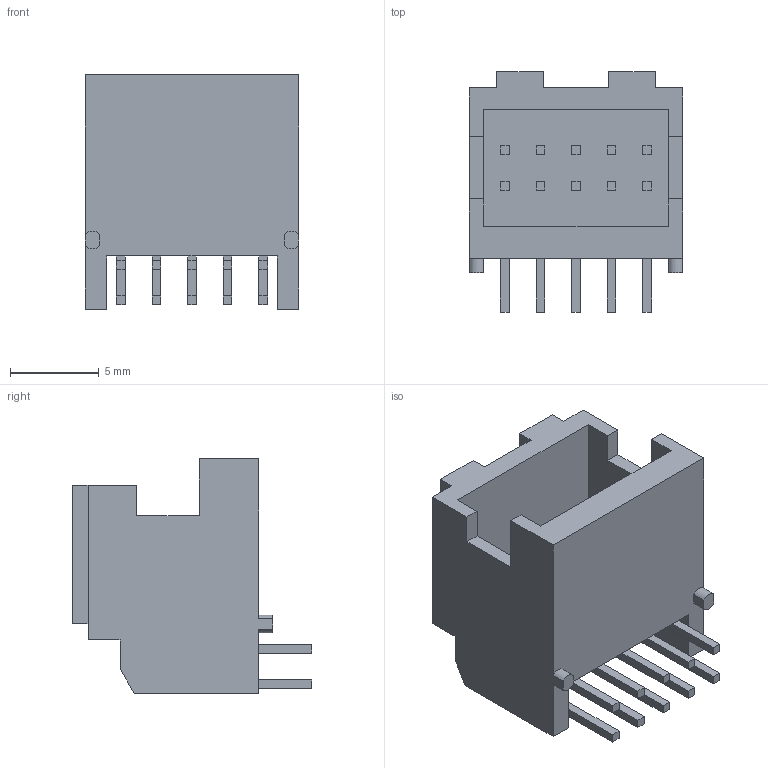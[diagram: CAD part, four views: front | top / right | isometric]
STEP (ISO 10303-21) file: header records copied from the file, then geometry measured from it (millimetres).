
FILE_DESCRIPTION (( 'STEP AP214' ), '1' );
FILE_NAME ('S10B-PADSS-1.STEP', '2010-06-15T02:10:21', ( ' ' ), ( '' ), 'SwSTEP 2.0', 'SolidWorks 2009', '' );
FILE_SCHEMA (( 'AUTOMOTIVE_DESIGN' ));
Length unit declared in the file: millimetre
Products named in the file (1): S10B-PADSS-1
Bounding box: 12 x 13.5 x 13.2 mm (x, y, z)
Volume: 678.9 mm3; surface area: 1279.1 mm2
Topology: 1 solids, 1 shells, 166 faces, 432 edges, 288 vertices
Faces by surface type: plane 162, cylinder 4
Entity records: 6844 total; most frequent: CARTESIAN_POINT 887, ORIENTED_EDGE 864, DIRECTION 774, EDGE_CURVE 432, VECTOR 424, LINE 424, VERTEX_POINT 288, EDGE_LOOP 186
